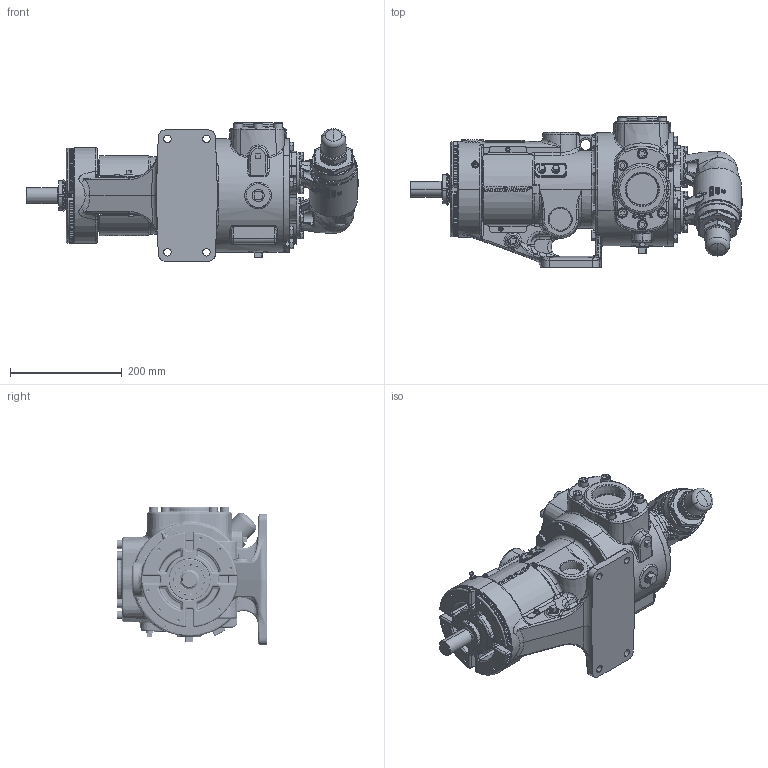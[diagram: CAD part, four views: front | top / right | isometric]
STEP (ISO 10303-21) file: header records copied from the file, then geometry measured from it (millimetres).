
FILE_DESCRIPTION (( 'STEP AP214' ), '1' );
FILE_NAME ('KV-2642.STEP', '2024-04-02T21:30:14', ( '' ), ( '' ), 'SwSTEP 2.0', 'SolidWorks 2022', '' );
FILE_SCHEMA (( 'AUTOMOTIVE_DESIGN' ));
Length unit declared in the file: inch
Products named in the file (1): KV-2642
Bounding box: 594.8 x 269.94 x 247.71 mm (x, y, z)
Volume: 11007533.9 mm3; surface area: 693704.8 mm2
Topology: 1 solids, 1 shells, 5658 faces, 14068 edges, 8608 vertices
Faces by surface type: bspline 1866, plane 1776, cone 872, cylinder 784, torus 225, sphere 135
Entity records: 326441 total; most frequent: CARTESIAN_POINT 134965, ORIENTED_EDGE 27858, DIRECTION 19525, EDGE_CURVE 13929, VERTEX_POINT 8597, AXIS2_PLACEMENT_3D 7547, EDGE_LOOP 6008, DIMENSIONAL_EXPONENTS 5661
